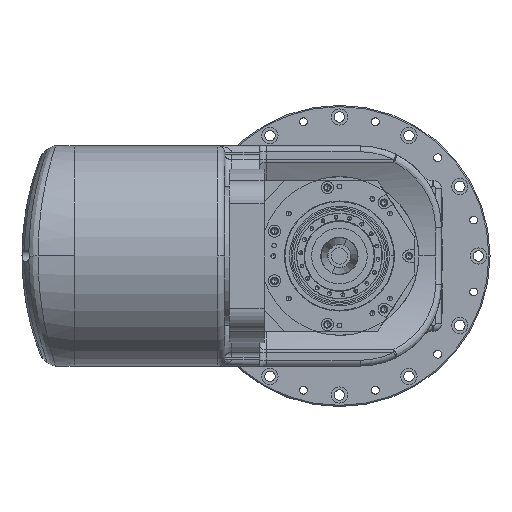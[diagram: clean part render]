
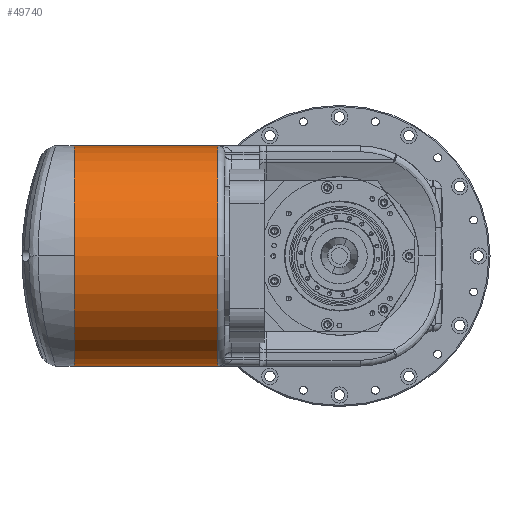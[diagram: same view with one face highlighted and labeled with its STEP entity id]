
A CAD part, front view. The second image highlights one B-rep face of the part: STEP entity #49740.
In plain terms, the highlighted cylindrical face has radius 95 mm (diameter 190 mm), a partial arc.
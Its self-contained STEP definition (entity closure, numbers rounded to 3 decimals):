
#587 = LINE ( 'NONE', #21932, #52334 ) ;
#3003 = EDGE_LOOP ( 'NONE', ( #61415, #112913, #23197, #34056, #101169 ) ) ;
#3376 = DIRECTION ( 'NONE',  ( 0., 0., 1. ) ) ;
#4596 = EDGE_CURVE ( 'NONE', #94320, #97199, #23473, .T. ) ;
#5657 = AXIS2_PLACEMENT_3D ( 'NONE', #100985, #22998, #49257 ) ;
#7137 = DIRECTION ( 'NONE',  ( -1., 0., 0. ) ) ;
#8534 = EDGE_CURVE ( 'NONE', #95995, #94320, #62656, .T. ) ;
#14603 = DIRECTION ( 'NONE',  ( 0., 0., 1. ) ) ;
#19306 = CARTESIAN_POINT ( 'NONE',  ( -151.745, -99.033, 190. ) ) ;
#21932 = CARTESIAN_POINT ( 'NONE',  ( 15.255, -99.033, 0. ) ) ;
#22998 = DIRECTION ( 'NONE',  ( -1., 0., 0. ) ) ;
#23197 = ORIENTED_EDGE ( 'NONE', *, *, #60487, .F. ) ;
#23473 = CIRCLE ( 'NONE', #111003, 95. ) ;
#31390 = DIRECTION ( 'NONE',  ( -1., 0., 0. ) ) ;
#34056 = ORIENTED_EDGE ( 'NONE', *, *, #91630, .F. ) ;
#41036 = AXIS2_PLACEMENT_3D ( 'NONE', #97908, #7137, #78706 ) ;
#45886 = CARTESIAN_POINT ( 'NONE',  ( -27.745, -194.033, 95. ) ) ;
#48658 = CARTESIAN_POINT ( 'NONE',  ( -27.745, -99.033, 95. ) ) ;
#49204 = VERTEX_POINT ( 'NONE', #91676 ) ;
#49257 = DIRECTION ( 'NONE',  ( 0., 0., 1. ) ) ;
#49740 = ADVANCED_FACE ( 'NONE', ( #78496 ), #51893, .T. ) ;
#51893 = CYLINDRICAL_SURFACE ( 'NONE', #41036, 95. ) ;
#52334 = VECTOR ( 'NONE', #84950, 1000. ) ;
#57374 = DIRECTION ( 'NONE',  ( -1., 0., 0. ) ) ;
#60487 = EDGE_CURVE ( 'NONE', #76594, #97199, #107815, .T. ) ;
#61415 = ORIENTED_EDGE ( 'NONE', *, *, #8534, .T. ) ;
#62555 = CARTESIAN_POINT ( 'NONE',  ( -21.745, -99.033, 190. ) ) ;
#62656 = CIRCLE ( 'NONE', #96086, 95. ) ;
#72313 = DIRECTION ( 'NONE',  ( 1., 0., 0. ) ) ;
#76594 = VERTEX_POINT ( 'NONE', #19306 ) ;
#78496 = FACE_OUTER_BOUND ( 'NONE', #3003, .T. ) ;
#78706 = DIRECTION ( 'NONE',  ( 0., 0., 1. ) ) ;
#83027 = CIRCLE ( 'NONE', #5657, 95. ) ;
#84950 = DIRECTION ( 'NONE',  ( -1., 0., 0. ) ) ;
#85121 = CARTESIAN_POINT ( 'NONE',  ( -27.745, -99.033, 95. ) ) ;
#91630 = EDGE_CURVE ( 'NONE', #49204, #76594, #83027, .T. ) ;
#91676 = CARTESIAN_POINT ( 'NONE',  ( -151.745, -99.033, 0. ) ) ;
#94320 = VERTEX_POINT ( 'NONE', #45886 ) ;
#95851 = CARTESIAN_POINT ( 'NONE',  ( -27.745, -99.033, 190. ) ) ;
#95995 = VERTEX_POINT ( 'NONE', #112551 ) ;
#96086 = AXIS2_PLACEMENT_3D ( 'NONE', #48658, #31390, #14603 ) ;
#97199 = VERTEX_POINT ( 'NONE', #95851 ) ;
#97908 = CARTESIAN_POINT ( 'NONE',  ( 15.255, -99.033, 95. ) ) ;
#100985 = CARTESIAN_POINT ( 'NONE',  ( -151.745, -99.033, 95. ) ) ;
#101169 = ORIENTED_EDGE ( 'NONE', *, *, #106202, .F. ) ;
#103677 = VECTOR ( 'NONE', #72313, 1000. ) ;
#106202 = EDGE_CURVE ( 'NONE', #95995, #49204, #587, .T. ) ;
#107815 = LINE ( 'NONE', #62555, #103677 ) ;
#111003 = AXIS2_PLACEMENT_3D ( 'NONE', #85121, #57374, #3376 ) ;
#112551 = CARTESIAN_POINT ( 'NONE',  ( -27.745, -99.033, 0. ) ) ;
#112913 = ORIENTED_EDGE ( 'NONE', *, *, #4596, .T. ) ;
